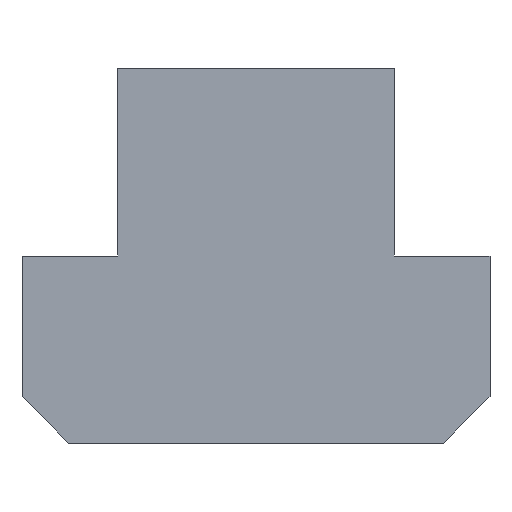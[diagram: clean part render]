
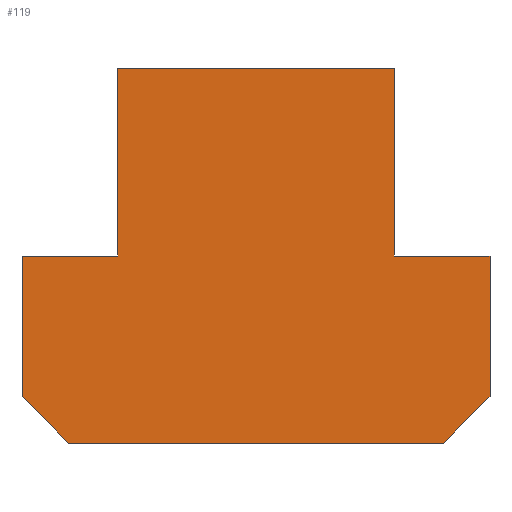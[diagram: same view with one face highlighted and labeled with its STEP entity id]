
A CAD part, front view. The second image highlights one B-rep face of the part: STEP entity #119.
In plain terms, the highlighted planar face has unit normal (0, -1, 0).
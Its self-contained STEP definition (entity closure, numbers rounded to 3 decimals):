
#107=VERTEX_POINT('',#289);
#119=ADVANCED_FACE('',(#303),#304,.T.);
#129=EDGE_CURVE('',#215,#107,#315,.T.);
#137=EDGE_CURVE('',#169,#215,#323,.T.);
#165=EDGE_CURVE('',#107,#243,#354,.T.);
#169=VERTEX_POINT('',#358);
#185=EDGE_CURVE('',#191,#225,#375,.T.);
#189=EDGE_CURVE('',#213,#191,#379,.T.);
#191=VERTEX_POINT('',#381);
#205=EDGE_CURVE('',#237,#213,#395,.T.);
#213=VERTEX_POINT('',#406);
#215=VERTEX_POINT('',#408);
#219=EDGE_CURVE('',#245,#237,#412,.T.);
#225=VERTEX_POINT('',#418);
#231=EDGE_CURVE('',#259,#245,#424,.T.);
#237=VERTEX_POINT('',#432);
#243=VERTEX_POINT('',#440);
#245=VERTEX_POINT('',#442);
#247=EDGE_CURVE('',#225,#169,#444,.T.);
#249=EDGE_CURVE('',#243,#259,#446,.T.);
#259=VERTEX_POINT('',#458);
#289=CARTESIAN_POINT('',(-20.0,-20.0,-12.0));
#303=FACE_OUTER_BOUND('',#496,.T.);
#304=PLANE('',#497);
#315=LINE('',#515,#516);
#323=LINE('',#526,#527);
#354=LINE('',#571,#572);
#358=CARTESIAN_POINT('',(16.0,-20.0,-16.0));
#375=LINE('',#601,#602);
#379=LINE('',#606,#607);
#381=CARTESIAN_POINT('',(20.0,-20.0,0.));
#395=LINE('',#633,#634);
#406=CARTESIAN_POINT('',(11.8,-20.0,0.));
#408=CARTESIAN_POINT('',(-16.0,-20.0,-16.0));
#412=LINE('',#656,#657);
#418=CARTESIAN_POINT('',(20.0,-20.0,-12.0));
#424=LINE('',#672,#673);
#432=CARTESIAN_POINT('',(11.8,-20.0,16.0));
#440=CARTESIAN_POINT('',(-20.0,-20.0,0.));
#442=CARTESIAN_POINT('',(-11.8,-20.0,16.0));
#444=LINE('',#696,#697);
#446=LINE('',#700,#701);
#458=CARTESIAN_POINT('',(-11.8,-20.0,0.));
#496=EDGE_LOOP('',(#763,#764,#765,#766,#767,#768,#769,#770,#771,#772));
#497=AXIS2_PLACEMENT_3D('',#773,#774,#775);
#515=CARTESIAN_POINT('',(-20.0,-20.0,-12.0));
#516=VECTOR('',#787,1.0);
#526=CARTESIAN_POINT('',(-16.0,-20.0,-16.0));
#527=VECTOR('',#791,1.0);
#571=CARTESIAN_POINT('',(-20.0,-20.0,0.));
#572=VECTOR('',#822,1.0);
#601=CARTESIAN_POINT('',(20.0,-20.0,-12.0));
#602=VECTOR('',#842,1.0);
#606=CARTESIAN_POINT('',(20.0,-20.0,0.));
#607=VECTOR('',#844,1.0);
#633=CARTESIAN_POINT('',(11.8,-20.0,0.));
#634=VECTOR('',#852,1.0);
#656=CARTESIAN_POINT('',(11.8,-20.0,16.0));
#657=VECTOR('',#873,1.0);
#672=CARTESIAN_POINT('',(-11.8,-20.0,16.0));
#673=VECTOR('',#875,1.0);
#696=CARTESIAN_POINT('',(16.0,-20.0,-16.0));
#697=VECTOR('',#903,1.0);
#700=CARTESIAN_POINT('',(-11.8,-20.0,0.));
#701=VECTOR('',#904,1.0);
#763=ORIENTED_EDGE('',*,*,#247,.F.);
#764=ORIENTED_EDGE('',*,*,#185,.F.);
#765=ORIENTED_EDGE('',*,*,#189,.F.);
#766=ORIENTED_EDGE('',*,*,#205,.F.);
#767=ORIENTED_EDGE('',*,*,#219,.F.);
#768=ORIENTED_EDGE('',*,*,#231,.F.);
#769=ORIENTED_EDGE('',*,*,#249,.F.);
#770=ORIENTED_EDGE('',*,*,#165,.F.);
#771=ORIENTED_EDGE('',*,*,#129,.F.);
#772=ORIENTED_EDGE('',*,*,#137,.F.);
#773=CARTESIAN_POINT('',(0.0,-20.0,-1.298));
#774=DIRECTION('',(0.0,-1.0,0.));
#775=DIRECTION('',(1.0,0.0,0.0));
#787=DIRECTION('',(-0.707,0.,0.707));
#791=DIRECTION('',(-1.0,0.0,0.0));
#822=DIRECTION('',(0.0,0.,1.0));
#842=DIRECTION('',(0.0,0.,-1.0));
#844=DIRECTION('',(1.0,0.0,0.0));
#852=DIRECTION('',(0.0,0.,-1.0));
#873=DIRECTION('',(1.0,0.0,0.0));
#875=DIRECTION('',(0.0,0.,1.0));
#903=DIRECTION('',(-0.707,0.,-0.707));
#904=DIRECTION('',(1.0,0.0,0.0));
